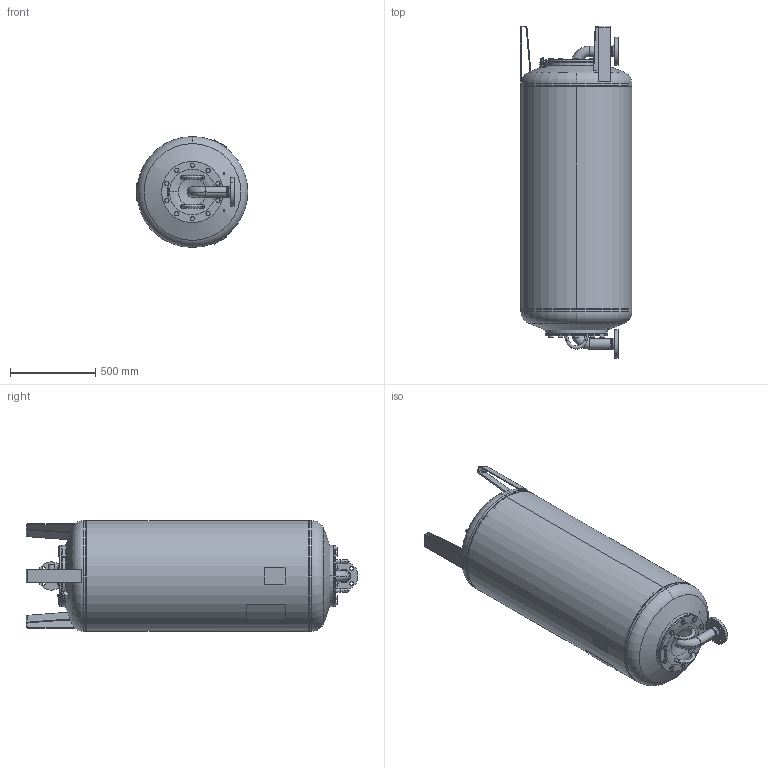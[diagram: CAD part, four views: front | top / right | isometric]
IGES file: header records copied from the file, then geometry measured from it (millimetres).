
Global section: file name: No Iges File Name specified; native system: Autodesk Inventor 2009; preprocessor: AutoDesk Inventor Iges Exporter R2009; author: CADJOBServer; date: 20091020.104238; units: millimetre
Bounding box: 654.46 x 1945.48 x 650 mm (x, y, z)
Volume: 408277488.3 mm3; surface area: 12597385.5 mm2
Topology: 42 solids, 42 shells, 1820 faces, 4596 edges, 2957 vertices
Faces by surface type: plane 643, bspline 375, revolution 234, cone 232, cylinder 225, torus 96, sphere 15
